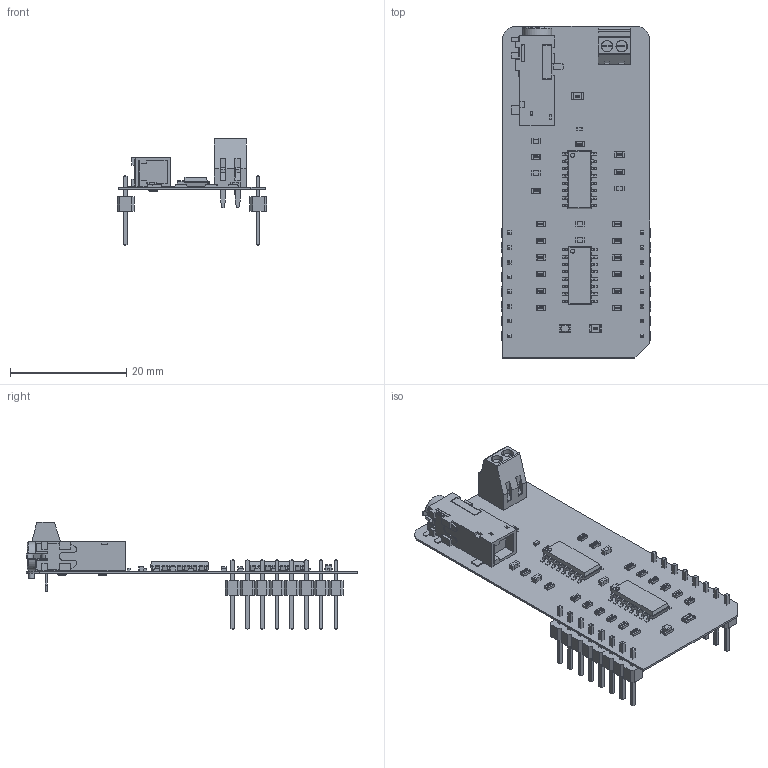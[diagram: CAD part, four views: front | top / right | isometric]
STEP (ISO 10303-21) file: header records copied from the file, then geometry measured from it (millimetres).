
FILE_DESCRIPTION(('Open CASCADE Model'),'2;1');
FILE_NAME('Open CASCADE Shape Model','2018-11-02T15:49:47',('Author'),( 'Open CASCADE'),'Open CASCADE STEP processor 6.8','Open CASCADE 6.8' ,'Unknown');
FILE_SCHEMA(('AUTOMOTIVE_DESIGN { 1 0 10303 214 1 1 1 1 }'));
Length unit declared in the file: millimetre
Products named in the file (53): PCB; Board; R5; User_Library-R_0603; C5; User_Library-SMD_CAPACITOR0402; R7; OUT; ScrewTerminal_2.54; R18; R17; R16; R15; R14; R13; R12; R10; R9; R8; R6; R4; R3; JP1; User_Library-R_0805; C4; User_Library-SMD_CAPACITOR0603; C1; C2; C3; CN1; SJ-43514-SMT; MBD1; 1103727392; User_Library-PinHeaderX3_PinHeader_Body_1; User_Library-PinHeaderX3_PinHeader_Pins_1; 1103727264; 1103727136; User_Library-PinHeaderX5-1_PinHeaderX5_Pins_1; User_Library-PinHeaderX5-1_PinHeaderX5_Body_1; 1103726880 ...
Assembly tree (74 placements, depth 4):
  PCB
    Board
    R5
      User_Library-R_0603
    C5
      User_Library-SMD_CAPACITOR0402
    R7
      User_Library-R_0603
    OUT
      ScrewTerminal_2.54
    R18
      User_Library-R_0603
    R17
      User_Library-R_0603
    R16
      User_Library-R_0603
    R15
      User_Library-R_0603
    R14
      User_Library-R_0603
    R13
      User_Library-R_0603
    R12
      User_Library-R_0603
    R10
      User_Library-R_0603
    R9
      User_Library-R_0603
    R8
      User_Library-R_0603
    R6
      User_Library-R_0603
    R4
      User_Library-R_0603
    R3
      User_Library-R_0603
    JP1
      User_Library-R_0805
    C4
      User_Library-SMD_CAPACITOR0603
    C1
      User_Library-SMD_CAPACITOR0603
    C2
      User_Library-SMD_CAPACITOR0603
    C3
      User_Library-SMD_CAPACITOR0603
    CN1
      SJ-43514-SMT
    MBD1
      1103727392
        User_Library-PinHeaderX3_PinHeader_Body_1
        User_Library-PinHeaderX3_PinHeader_Pins_1
      1103727264
        User_Library-PinHeaderX3_PinHeader_Body_1
        User_Library-PinHeaderX3_PinHeader_Pins_1
      1103727136
        User_Library-PinHeaderX5-1_PinHeaderX5_Pins_1
        User_Library-PinHeaderX5-1_PinHeaderX5_Body_1
      1103726880
        User_Library-PinHeaderX5-1_PinHeaderX5_Pins_1
Bounding box: 25.79 x 57.21 x 18.61 mm (x, y, z)
Volume: 1642.3 mm3; surface area: 5811.4 mm2
Topology: 102 solids, 102 shells, 3339 faces, 8539 edges, 5508 vertices
Faces by surface type: plane 2119, bspline 849, cylinder 312, sphere 52, torus 4, cone 3
Entity records: 51239 total; most frequent: CARTESIAN_POINT 12343, ORIENTED_EDGE 6660, DIRECTION 6112, EDGE_CURVE 3330, LINE 2746, VECTOR 2746, VERTEX_POINT 2126, AXIS2_PLACEMENT_3D 1683
